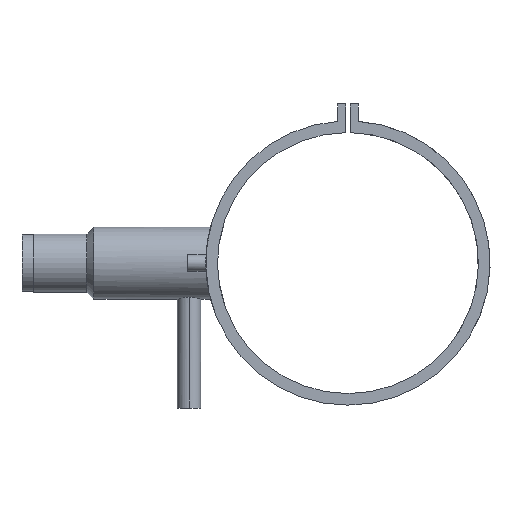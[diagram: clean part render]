
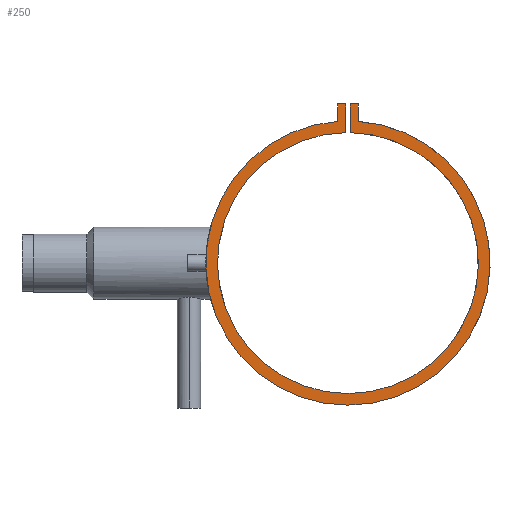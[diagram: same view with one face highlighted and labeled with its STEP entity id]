
A CAD part, left-side view. The second image highlights one B-rep face of the part: STEP entity #250.
In plain terms, the highlighted planar face has unit normal (-1, 0, 0).
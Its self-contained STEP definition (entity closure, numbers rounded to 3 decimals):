
#15 = CARTESIAN_POINT ( 'NONE',  ( -69., -9., 137.169 ) ) ;
#20 = VERTEX_POINT ( 'NONE', #662 ) ;
#26 = DIRECTION ( 'NONE',  ( 0., -1., 0. ) ) ;
#50 = ORIENTED_EDGE ( 'NONE', *, *, #2111, .F. ) ;
#62 = EDGE_CURVE ( 'NONE', #20, #1704, #1839, .T. ) ;
#65 = VERTEX_POINT ( 'NONE', #1658 ) ;
#88 = EDGE_LOOP ( 'NONE', ( #1209, #1794, #50, #2341, #642, #452, #1221, #1033 ) ) ;
#99 = CARTESIAN_POINT ( 'NONE',  ( -69., -2., 137.169 ) ) ;
#165 = EDGE_CURVE ( 'NONE', #65, #676, #198, .T. ) ;
#198 = LINE ( 'NONE', #975, #1475 ) ;
#250 = ADVANCED_FACE ( 'NONE', ( #1375 ), #2133, .F. ) ;
#407 = CARTESIAN_POINT ( 'NONE',  ( -69., -9., 137.169 ) ) ;
#417 = DIRECTION ( 'NONE',  ( -1., 0., 0. ) ) ;
#420 = CARTESIAN_POINT ( 'NONE',  ( -69., 0., 0. ) ) ;
#429 = CARTESIAN_POINT ( 'NONE',  ( -69., 0., 0. ) ) ;
#431 = LINE ( 'NONE', #1201, #2030 ) ;
#452 = ORIENTED_EDGE ( 'NONE', *, *, #165, .F. ) ;
#500 = CIRCLE ( 'NONE', #1907, 122.5 ) ;
#554 = CARTESIAN_POINT ( 'NONE',  ( -69., -2., 137.169 ) ) ;
#631 = VECTOR ( 'NONE', #2181, 1000. ) ;
#642 = ORIENTED_EDGE ( 'NONE', *, *, #979, .F. ) ;
#658 = LINE ( 'NONE', #1425, #631 ) ;
#662 = CARTESIAN_POINT ( 'NONE',  ( -69., -2., 112.482 ) ) ;
#676 = VERTEX_POINT ( 'NONE', #977 ) ;
#741 = CARTESIAN_POINT ( 'NONE',  ( -69., 9., 137.169 ) ) ;
#789 = AXIS2_PLACEMENT_3D ( 'NONE', #2131, #417, #1185 ) ;
#790 = CIRCLE ( 'NONE', #789, 112.5 ) ;
#880 = DIRECTION ( 'NONE',  ( 0., 0., 1. ) ) ;
#975 = CARTESIAN_POINT ( 'NONE',  ( -69., 2., 137.169 ) ) ;
#977 = CARTESIAN_POINT ( 'NONE',  ( -69., 2., 112.482 ) ) ;
#979 = EDGE_CURVE ( 'NONE', #676, #20, #790, .T. ) ;
#996 = LINE ( 'NONE', #1771, #2329 ) ;
#1033 = ORIENTED_EDGE ( 'NONE', *, *, #1912, .F. ) ;
#1174 = DIRECTION ( 'NONE',  ( 0., 0., -1. ) ) ;
#1177 = EDGE_CURVE ( 'NONE', #1280, #65, #658, .T. ) ;
#1185 = DIRECTION ( 'NONE',  ( 0., 0., -1. ) ) ;
#1187 = DIRECTION ( 'NONE',  ( 1., 0., 0. ) ) ;
#1199 = DIRECTION ( 'NONE',  ( 1., 0., 0. ) ) ;
#1201 = CARTESIAN_POINT ( 'NONE',  ( -69., 9., 137.169 ) ) ;
#1209 = ORIENTED_EDGE ( 'NONE', *, *, #2135, .F. ) ;
#1221 = ORIENTED_EDGE ( 'NONE', *, *, #1177, .F. ) ;
#1280 = VERTEX_POINT ( 'NONE', #741 ) ;
#1375 = FACE_OUTER_BOUND ( 'NONE', #88, .T. ) ;
#1396 = AXIS2_PLACEMENT_3D ( 'NONE', #420, #1187, #1954 ) ;
#1425 = CARTESIAN_POINT ( 'NONE',  ( -69., 9., 137.169 ) ) ;
#1455 = VERTEX_POINT ( 'NONE', #1571 ) ;
#1475 = VECTOR ( 'NONE', #1750, 1000. ) ;
#1522 = VECTOR ( 'NONE', #880, 1000. ) ;
#1571 = CARTESIAN_POINT ( 'NONE',  ( -69., -9., 122.169 ) ) ;
#1658 = CARTESIAN_POINT ( 'NONE',  ( -69., 2., 137.169 ) ) ;
#1682 = VECTOR ( 'NONE', #1174, 1000. ) ;
#1704 = VERTEX_POINT ( 'NONE', #554 ) ;
#1750 = DIRECTION ( 'NONE',  ( 0., 0., -1. ) ) ;
#1771 = CARTESIAN_POINT ( 'NONE',  ( -69., -2., 137.169 ) ) ;
#1794 = ORIENTED_EDGE ( 'NONE', *, *, #2292, .F. ) ;
#1839 = LINE ( 'NONE', #99, #1522 ) ;
#1907 = AXIS2_PLACEMENT_3D ( 'NONE', #429, #1199, #1963 ) ;
#1912 = EDGE_CURVE ( 'NONE', #2228, #1280, #431, .T. ) ;
#1954 = DIRECTION ( 'NONE',  ( 0., 0., -1. ) ) ;
#1963 = DIRECTION ( 'NONE',  ( 0., 0., -1. ) ) ;
#1964 = DIRECTION ( 'NONE',  ( 0., 0., 1. ) ) ;
#2030 = VECTOR ( 'NONE', #1964, 1000. ) ;
#2073 = CARTESIAN_POINT ( 'NONE',  ( -69., 9., 122.169 ) ) ;
#2111 = EDGE_CURVE ( 'NONE', #1704, #2339, #996, .T. ) ;
#2119 = LINE ( 'NONE', #407, #1682 ) ;
#2131 = CARTESIAN_POINT ( 'NONE',  ( -69., 0., 0. ) ) ;
#2133 = PLANE ( 'NONE',  #1396 ) ;
#2135 = EDGE_CURVE ( 'NONE', #1455, #2228, #500, .T. ) ;
#2181 = DIRECTION ( 'NONE',  ( 0., -1., 0. ) ) ;
#2228 = VERTEX_POINT ( 'NONE', #2073 ) ;
#2292 = EDGE_CURVE ( 'NONE', #2339, #1455, #2119, .T. ) ;
#2329 = VECTOR ( 'NONE', #26, 1000. ) ;
#2339 = VERTEX_POINT ( 'NONE', #15 ) ;
#2341 = ORIENTED_EDGE ( 'NONE', *, *, #62, .F. ) ;
